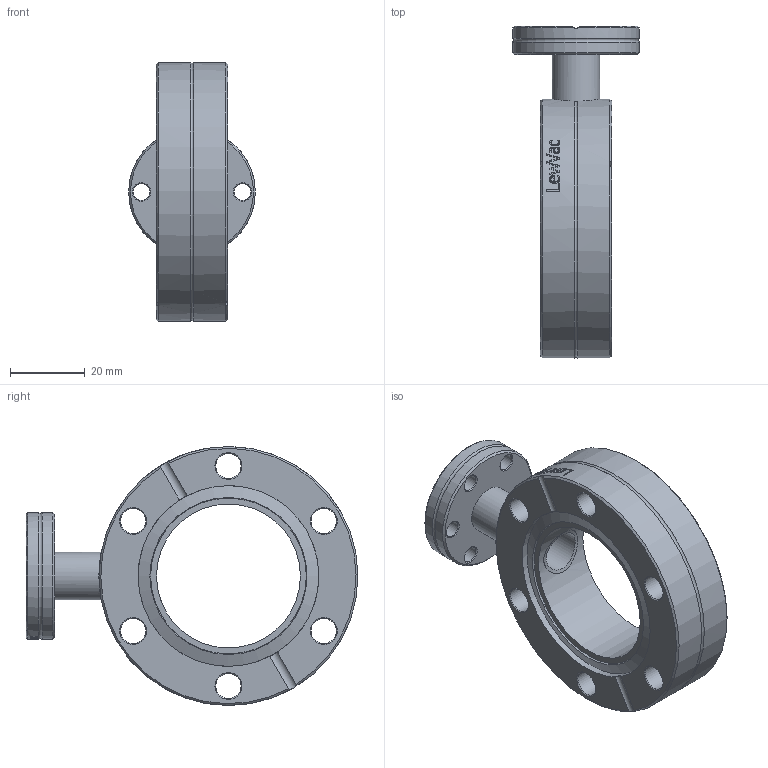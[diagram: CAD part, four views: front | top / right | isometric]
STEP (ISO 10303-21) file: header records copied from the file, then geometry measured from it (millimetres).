
FILE_DESCRIPTION(/* description */ (''),/* implementation_level */ '2;1');
FILE_NAME(/* name */ 'FL-DS40-SP16CF.stp',/* time_stamp */ '2020-11-26T08:24:39+00:00',/* author */ ('Paul'),/* organization */ (''),/* preprocessor_version */ 'ST-DEVELOPER v18.1',/* originating_system */ 'Autodesk Inventor 2021',/* authorisation */ '');
FILE_SCHEMA (('AUTOMOTIVE_DESIGN { 1 0 10303 214 3 1 1 }'));
Length unit declared in the file: millimetre
Products named in the file (4): FL-DS40-SP16CF; FL-DS40-38-19.1 side bored for 12.7  tube; FL-16CF; tube
Assembly tree (3 placements, depth 2):
  FL-DS40-SP16CF
    FL-DS40-38-19.1 side bored for 12.7  tube
    FL-16CF
    tube
Bounding box: 33.8 x 88.55 x 69.1 mm (x, y, z)
Volume: 47722.5 mm3; surface area: 20013.8 mm2
Topology: 3 solids, 3 shells, 263 faces, 720 edges, 476 vertices
Faces by surface type: plane 95, bspline 82, cylinder 47, cone 37, torus 2
Full cylindrical faces by diameter (mm): 4.4 x6, 6.7 x6, 10.9 x1, 12.7 x3, 21.4 x1, 33.8 x2, 38.4 x1, 48.26 x2, 69.1 x2
Entity records: 11550 total; most frequent: CARTESIAN_POINT 5061, ORIENTED_EDGE 1440, DIRECTION 1119, EDGE_CURVE 720, VERTEX_POINT 476, AXIS2_PLACEMENT_3D 418, EDGE_LOOP 308, LINE 283
